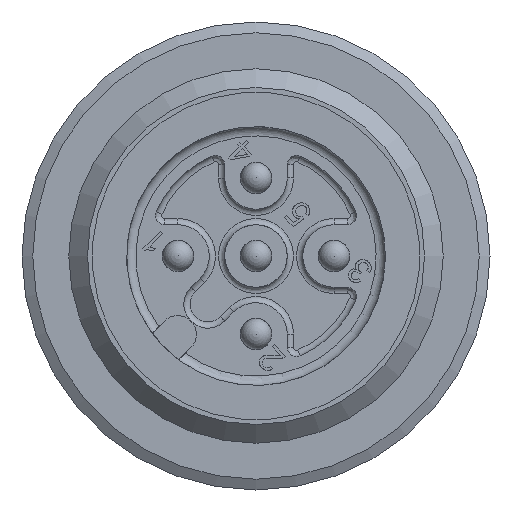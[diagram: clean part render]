
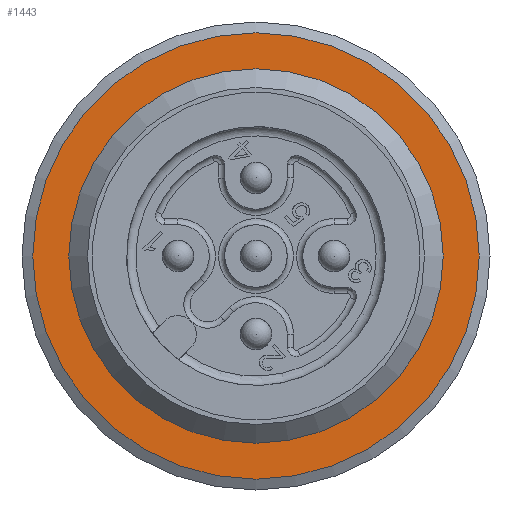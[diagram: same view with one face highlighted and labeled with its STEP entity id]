
A CAD part, left-side view. The second image highlights one B-rep face of the part: STEP entity #1443.
In plain terms, the highlighted planar face has unit normal (-1, 0, 0).
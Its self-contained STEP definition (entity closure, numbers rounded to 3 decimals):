
#736=PLANE('',#4881);
#1443=ADVANCED_FACE('',(#1613,#1614),#736,.F.);
#1613=FACE_BOUND('',#1921,.T.);
#1614=FACE_BOUND('',#1922,.T.);
#1921=EDGE_LOOP('',(#3088));
#1922=EDGE_LOOP('',(#3089));
#3088=ORIENTED_EDGE('',*,*,#4189,.T.);
#3089=ORIENTED_EDGE('',*,*,#4188,.F.);
#3578=VERTEX_POINT('',#9182);
#3579=VERTEX_POINT('',#9185);
#4188=EDGE_CURVE('',#3578,#3578,#4453,.T.);
#4189=EDGE_CURVE('',#3579,#3579,#4454,.T.);
#4453=CIRCLE('',#4878,6.);
#4454=CIRCLE('',#4880,7.154);
#4878=AXIS2_PLACEMENT_3D('',#9181,#6000,#6001);
#4880=AXIS2_PLACEMENT_3D('',#9184,#6004,#6005);
#4881=AXIS2_PLACEMENT_3D('',#9186,#6006,#6007);
#6000=DIRECTION('',(-1.,0.,0.));
#6001=DIRECTION('',(0.,0.5,0.866));
#6004=DIRECTION('',(-1.,0.,0.));
#6005=DIRECTION('',(0.,0.5,0.866));
#6006=DIRECTION('',(1.,0.,0.));
#6007=DIRECTION('',(0.,0.5,0.866));
#9181=CARTESIAN_POINT('',(42.5,50.,0.));
#9182=CARTESIAN_POINT('',(42.5,53.,5.196));
#9184=CARTESIAN_POINT('',(42.5,50.,0.));
#9185=CARTESIAN_POINT('',(42.5,53.577,6.195));
#9186=CARTESIAN_POINT('',(42.5,56.195,-3.577));
